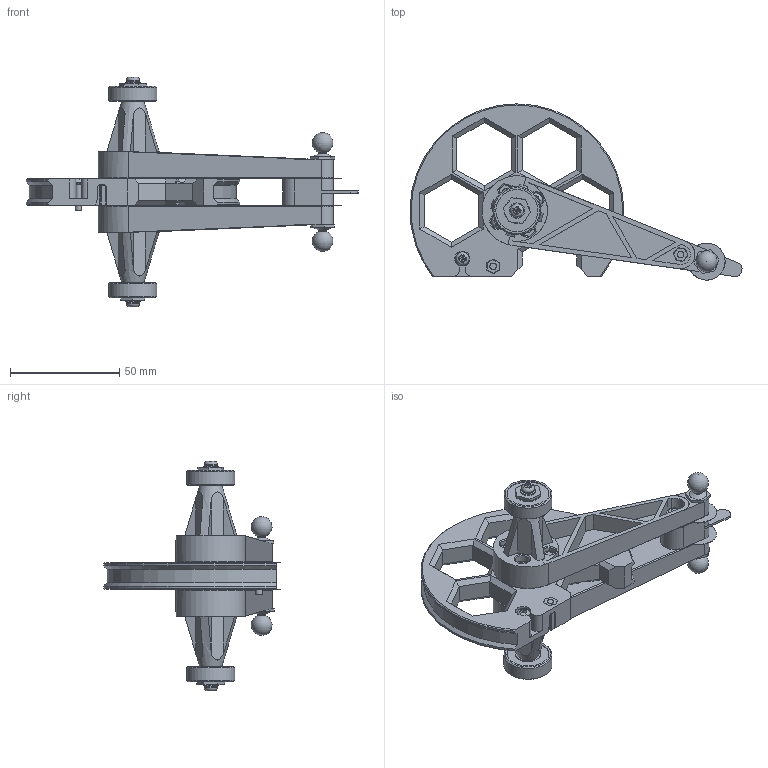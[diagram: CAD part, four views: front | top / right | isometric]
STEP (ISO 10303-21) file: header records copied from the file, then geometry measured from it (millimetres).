
FILE_DESCRIPTION(/* description */ ('Alibre Inc.'),/* implementation_level */ '2;1');
FILE_NAME(/* name */ 'export0',/* time_stamp */ '2015-07-11T14:39:51+12:00',/* author */ (''),/* organization */ (''),/* preprocessor_version */ 'ST-DEVELOPER v14',/* originating_system */ 'Alibre',/* authorisation */ '');
FILE_SCHEMA (('CONFIG_CONTROL_DESIGN'));
Length unit declared in the file: centimetre
Products named in the file (14): ID_1; DB608; ID_2; ID_3; ID_4; ID_5; ID_6; ID_7; ID_8; ID_9; DBS-0.375-10L-HEX; ID_10
Bounding box: 152.14 x 80.77 x 105.3 mm (x, y, z)
Volume: 93394.4 mm3; surface area: 53266.7 mm2
Topology: 33 solids, 33 shells, 922 faces, 2266 edges, 1454 vertices
Faces by surface type: plane 717, cylinder 114, cone 55, torus 28, bspline 6, sphere 2
Full cylindrical faces by diameter (mm): 3 x21, 3.2 x2, 3.4 x16, 3.5 x2, 3.6 x2, 3.7 x4, 3.9 x1, 4 x2, 6 x8, 6.5 x4, 7 x2, 8 x2, 8.2 x4, 11.6 x4, 19.27 x4, 22 x2
Entity records: 23387 total; most frequent: CARTESIAN_POINT 9388, ORIENTED_EDGE 2520, DIRECTION 2077, EDGE_CURVE 1260, VECTOR 951, LINE 951, VERTEX_POINT 849, AXIS2_PLACEMENT_3D 764
